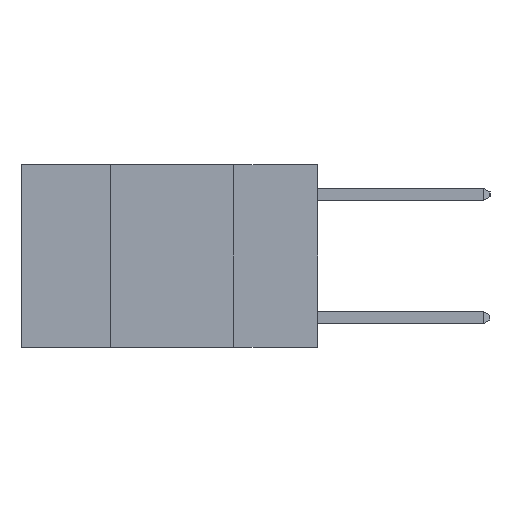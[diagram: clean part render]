
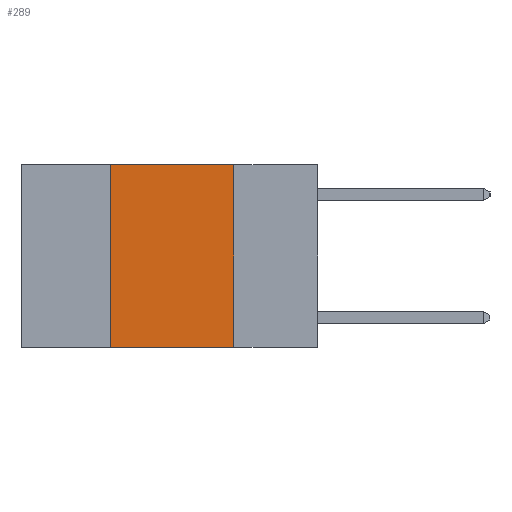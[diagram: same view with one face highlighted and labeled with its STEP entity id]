
A CAD part, left-side view. The second image highlights one B-rep face of the part: STEP entity #289.
In plain terms, the highlighted planar face has unit normal (-1, 0, 0).
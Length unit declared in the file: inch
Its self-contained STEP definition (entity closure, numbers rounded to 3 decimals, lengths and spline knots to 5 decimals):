
#64 = CARTESIAN_POINT ( 'NONE',  ( 0., 0.17, 0. ) ) ;
#289 = ADVANCED_FACE ( 'NONE', ( #5480 ), #5443, .F. ) ;
#465 = LINE ( 'NONE', #10831, #9536 ) ;
#1108 = DIRECTION ( 'NONE',  ( 0., 0., -1. ) ) ;
#1163 = CARTESIAN_POINT ( 'NONE',  ( 0., 0.6, -0.37 ) ) ;
#1813 = LINE ( 'NONE', #1163, #2082 ) ;
#1848 = EDGE_LOOP ( 'NONE', ( #7421, #5488, #9935, #3325 ) ) ;
#1859 = VERTEX_POINT ( 'NONE', #6027 ) ;
#2063 = DIRECTION ( 'NONE',  ( 0., -1., 0. ) ) ;
#2082 = VECTOR ( 'NONE', #2063, 39.37008 ) ;
#2665 = CARTESIAN_POINT ( 'NONE',  ( 0., 0.6, 0. ) ) ;
#2754 = EDGE_CURVE ( 'NONE', #4765, #1859, #9617, .T. ) ;
#3325 = ORIENTED_EDGE ( 'NONE', *, *, #7816, .T. ) ;
#3983 = VERTEX_POINT ( 'NONE', #5294 ) ;
#4144 = AXIS2_PLACEMENT_3D ( 'NONE', #4752, #4993, #5793 ) ;
#4752 = CARTESIAN_POINT ( 'NONE',  ( 0., 0.6, 0. ) ) ;
#4765 = VERTEX_POINT ( 'NONE', #8799 ) ;
#4993 = DIRECTION ( 'NONE',  ( 1., 0., 0. ) ) ;
#5041 = DIRECTION ( 'NONE',  ( 0., 0., 1. ) ) ;
#5294 = CARTESIAN_POINT ( 'NONE',  ( 0., 0.17, -0.37 ) ) ;
#5443 = PLANE ( 'NONE',  #4144 ) ;
#5480 = FACE_OUTER_BOUND ( 'NONE', #1848, .T. ) ;
#5488 = ORIENTED_EDGE ( 'NONE', *, *, #2754, .F. ) ;
#5649 = CARTESIAN_POINT ( 'NONE',  ( 0., 0.42, -0.37 ) ) ;
#5793 = DIRECTION ( 'NONE',  ( 0., 0., -1. ) ) ;
#6027 = CARTESIAN_POINT ( 'NONE',  ( 0., 0.17, 0. ) ) ;
#6738 = VECTOR ( 'NONE', #1108, 39.37008 ) ;
#7421 = ORIENTED_EDGE ( 'NONE', *, *, #7474, .F. ) ;
#7469 = VECTOR ( 'NONE', #10365, 39.37008 ) ;
#7474 = EDGE_CURVE ( 'NONE', #1859, #3983, #10993, .T. ) ;
#7643 = EDGE_CURVE ( 'NONE', #11013, #4765, #465, .T. ) ;
#7816 = EDGE_CURVE ( 'NONE', #11013, #3983, #1813, .T. ) ;
#8799 = CARTESIAN_POINT ( 'NONE',  ( 0., 0.42, 0. ) ) ;
#9536 = VECTOR ( 'NONE', #5041, 39.37008 ) ;
#9617 = LINE ( 'NONE', #2665, #7469 ) ;
#9935 = ORIENTED_EDGE ( 'NONE', *, *, #7643, .F. ) ;
#10365 = DIRECTION ( 'NONE',  ( 0., -1., 0. ) ) ;
#10831 = CARTESIAN_POINT ( 'NONE',  ( 0., 0.42, 0. ) ) ;
#10993 = LINE ( 'NONE', #64, #6738 ) ;
#11013 = VERTEX_POINT ( 'NONE', #5649 ) ;
